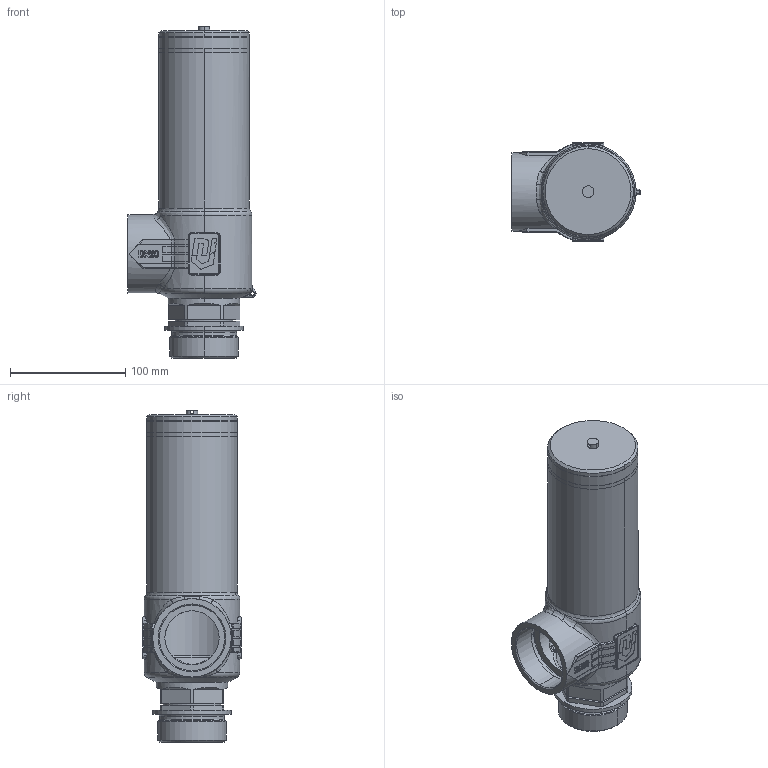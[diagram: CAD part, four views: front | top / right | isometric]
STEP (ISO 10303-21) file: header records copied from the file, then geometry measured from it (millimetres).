
FILE_DESCRIPTION(('HOOPS Exchange Step'),'2;1');
FILE_NAME('SV1800-DN32-2-x-2.stp','2025-02-10T10:33:54+01:00',('nieru'),('Unknown organisation'),'HOOPS Exchange 2024.2','HOOPS Exchange','Unknown authorisation');
FILE_SCHEMA( ('AP203_CONFIGURATION_CONTROLLED_3D_DESIGN_OF_MECHANICAL_PARTS_AND_ASSEMBLIES_MIM_LF') );
Length unit declared in the file: millimetre
Products named in the file (2): 0; root
Assembly tree (1 placements, depth 2):
  root
    0
Bounding box: 111 x 85 x 287.8 mm (x, y, z)
Volume: 564276.6 mm3; surface area: 171299.7 mm2
Topology: 4 solids, 4 shells, 621 faces, 1591 edges, 1016 vertices
Faces by surface type: plane 240, bspline 164, cylinder 142, torus 51, cone 24
Full cylindrical faces by diameter (mm): 78.4 x1
Entity records: 28474 total; most frequent: CARTESIAN_POINT 14658, ORIENTED_EDGE 3176, DIRECTION 2323, EDGE_CURVE 1588, VERTEX_POINT 1016, AXIS2_PLACEMENT_3D 793, VECTOR 737, LINE 737
